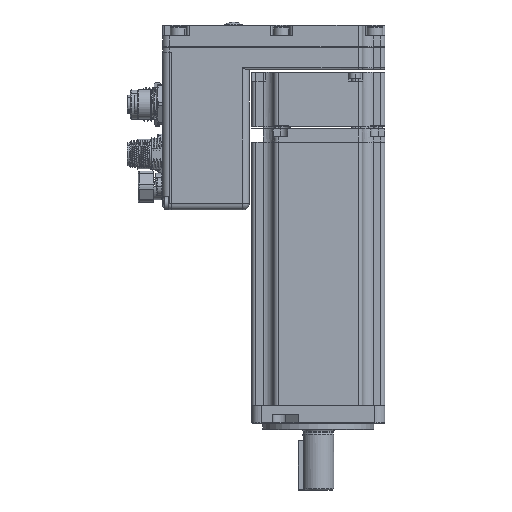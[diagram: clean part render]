
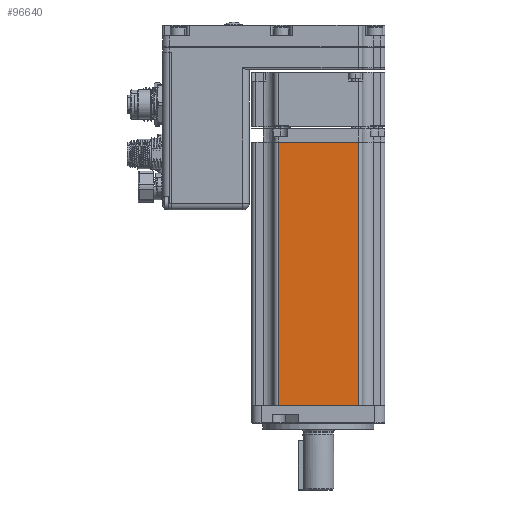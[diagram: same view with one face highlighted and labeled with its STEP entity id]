
A CAD part, front view. The second image highlights one B-rep face of the part: STEP entity #96640.
In plain terms, the highlighted planar face has unit normal (0, -1, 0).
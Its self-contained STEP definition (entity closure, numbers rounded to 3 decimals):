
#1777 = CARTESIAN_POINT ( 'NONE',  ( 57.433, -30.734, 65.75 ) ) ;
#6122 = LINE ( 'NONE', #68525, #79554 ) ;
#12587 = DIRECTION ( 'NONE',  ( 0., 0., -1. ) ) ;
#12910 = VERTEX_POINT ( 'NONE', #36776 ) ;
#14861 = DIRECTION ( 'NONE',  ( 0., 1., 0. ) ) ;
#19833 = CARTESIAN_POINT ( 'NONE',  ( 57.433, -30.734, -57.5 ) ) ;
#23085 = DIRECTION ( 'NONE',  ( -1., 0., 0. ) ) ;
#23145 = DIRECTION ( 'NONE',  ( 1., 0., 0. ) ) ;
#27111 = EDGE_CURVE ( 'NONE', #73891, #51663, #6122, .T. ) ;
#27147 = CARTESIAN_POINT ( 'NONE',  ( 21.433, -30.734, 65.75 ) ) ;
#29234 = DIRECTION ( 'NONE',  ( -1., 0., 0. ) ) ;
#29325 = AXIS2_PLACEMENT_3D ( 'NONE', #91034, #14861, #23085 ) ;
#36776 = CARTESIAN_POINT ( 'NONE',  ( 21.433, -30.734, -57.5 ) ) ;
#37840 = EDGE_CURVE ( 'NONE', #47913, #51663, #39065, .T. ) ;
#39065 = LINE ( 'NONE', #1777, #63932 ) ;
#43127 = LINE ( 'NONE', #74300, #71608 ) ;
#43358 = EDGE_LOOP ( 'NONE', ( #61240, #77819, #81378, #90497 ) ) ;
#44948 = VECTOR ( 'NONE', #12587, 1000. ) ;
#44967 = PLANE ( 'NONE',  #29325 ) ;
#47123 = FACE_OUTER_BOUND ( 'NONE', #43358, .T. ) ;
#47913 = VERTEX_POINT ( 'NONE', #19833 ) ;
#51663 = VERTEX_POINT ( 'NONE', #69063 ) ;
#61240 = ORIENTED_EDGE ( 'NONE', *, *, #69899, .T. ) ;
#63932 = VECTOR ( 'NONE', #70563, 1000. ) ;
#64883 = CARTESIAN_POINT ( 'NONE',  ( 21.433, -30.734, 61. ) ) ;
#68525 = CARTESIAN_POINT ( 'NONE',  ( 9.433, -30.734, 61. ) ) ;
#69063 = CARTESIAN_POINT ( 'NONE',  ( 57.433, -30.734, 61. ) ) ;
#69899 = EDGE_CURVE ( 'NONE', #73891, #12910, #76976, .T. ) ;
#70563 = DIRECTION ( 'NONE',  ( 0., 0., 1. ) ) ;
#71608 = VECTOR ( 'NONE', #29234, 1000. ) ;
#73891 = VERTEX_POINT ( 'NONE', #64883 ) ;
#74300 = CARTESIAN_POINT ( 'NONE',  ( 57.433, -30.734, -57.5 ) ) ;
#74553 = EDGE_CURVE ( 'NONE', #47913, #12910, #43127, .T. ) ;
#76976 = LINE ( 'NONE', #27147, #44948 ) ;
#77819 = ORIENTED_EDGE ( 'NONE', *, *, #74553, .F. ) ;
#79554 = VECTOR ( 'NONE', #23145, 1000. ) ;
#81378 = ORIENTED_EDGE ( 'NONE', *, *, #37840, .T. ) ;
#90497 = ORIENTED_EDGE ( 'NONE', *, *, #27111, .F. ) ;
#91034 = CARTESIAN_POINT ( 'NONE',  ( 19.433, -30.734, 65.75 ) ) ;
#96640 = ADVANCED_FACE ( 'NONE', ( #47123 ), #44967, .F. ) ;
